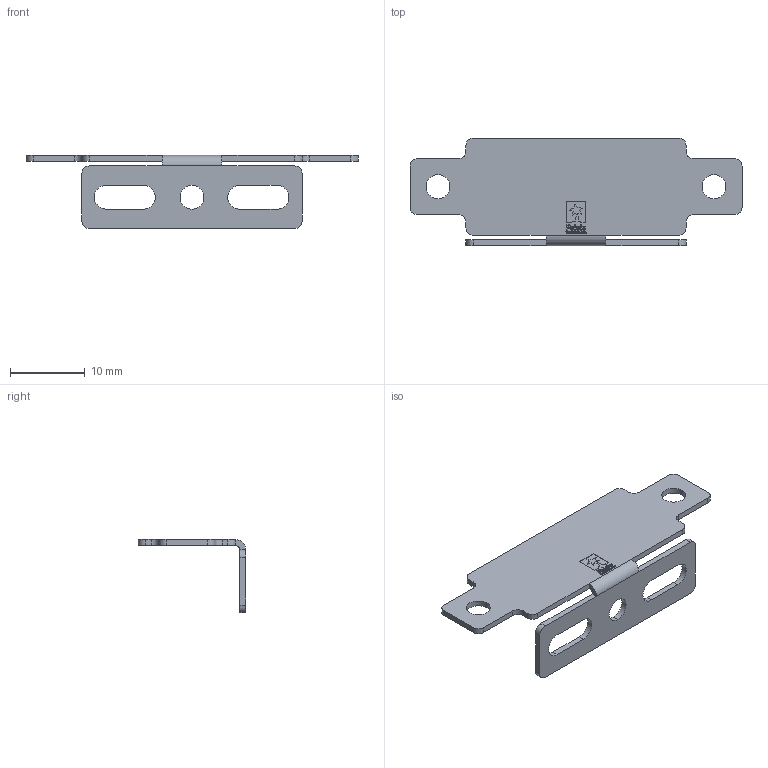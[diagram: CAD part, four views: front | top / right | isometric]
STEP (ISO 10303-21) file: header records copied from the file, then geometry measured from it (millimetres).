
FILE_DESCRIPTION (( 'STEP AP214' ), '1' );
FILE_NAME ('bkt11b.step', '2016-03-02T21:58:02', ( '' ), ( '' ), 'SwSTEP 2.0', 'SolidWorks 2015', '' );
FILE_SCHEMA (( 'AUTOMOTIVE_DESIGN' ));
Length unit declared in the file: millimetre
Products named in the file (1): bkt11b
Bounding box: 44.5 x 14.4 x 9.8 mm (x, y, z)
Volume: 545.6 mm3; surface area: 1560.2 mm2
Topology: 1 solids, 1 shells, 303 faces, 813 edges, 540 vertices
Faces by surface type: plane 177, bspline 98, cylinder 28
Entity records: 12569 total; most frequent: CARTESIAN_POINT 5543, ORIENTED_EDGE 1626, DIRECTION 1085, EDGE_CURVE 813, LINE 561, VECTOR 561, VERTEX_POINT 540, EDGE_LOOP 341
